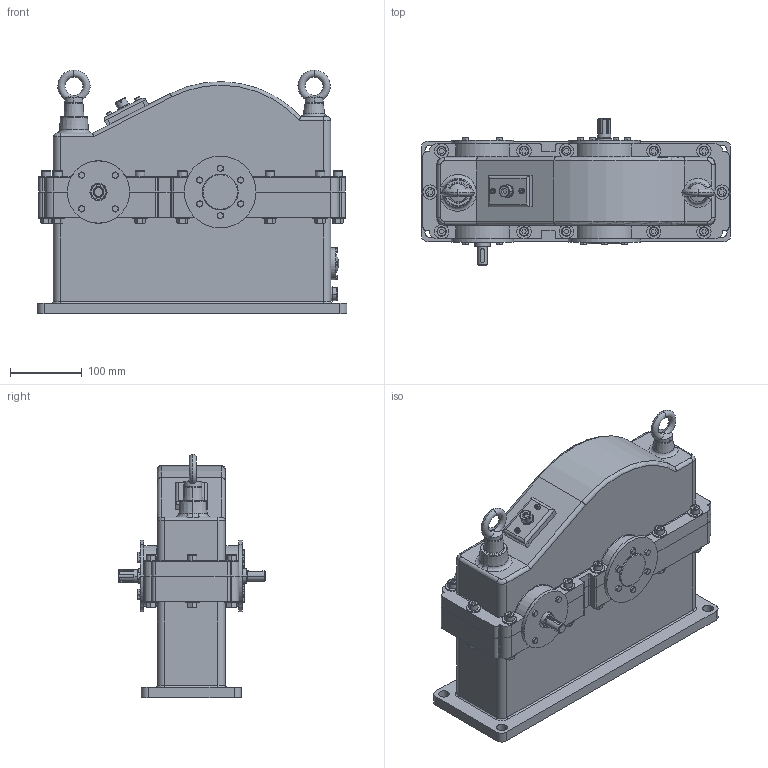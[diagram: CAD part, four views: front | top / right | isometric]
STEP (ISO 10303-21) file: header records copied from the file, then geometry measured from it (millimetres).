
FILE_DESCRIPTION((''),'2;1');
FILE_NAME('PREVODOVKA_ASM','2013-05-27T',('Tomass'),(''),'PRO/ENGINEER BY PARAMETRIC TECHNOLOGY CORPORATION, 2012230','PRO/ENGINEER BY PARAMETRIC TECHNOLOGY CORPORATION, 2012230','');
FILE_SCHEMA(('CONFIG_CONTROL_DESIGN'));
Length unit declared in the file: millimetre
Products named in the file (31): SKICE; VSTUPNY_HR; VYSTUPNY_HR; PASTOROK; KOLESO; LOZISKO_1; SKR_SPOD; PERO_VYS_HR; PERO_VST_HR; VYMEDZOVACI_KRUZOK; VYMEDZ_KRUZ_2; VST_PRIRUBA; VST_PRIRUBA_2; OLEJOZNAK; ISO4017-M3X10-5_6; GUFFER; VYSTU_PRIRUBA; VYST_PRIRUBA_2; SKR_VRCH; ISO4762-M8X65-8_8; DIN433-1-8; ISO4032-M8-6; ISO4014-M5X25-5_6; DIN580-M10; KRYTKA; ISO4762-M4X6-8_8; ISO4762-M10X16-8_8; DIN433-1-10; DIN433-1-12; DIN6912-M12X18-8_8; PREVODOVKA_ASM
Assembly tree (103 placements, depth 2):
  PREVODOVKA_ASM
    SKICE
    VSTUPNY_HR
    VYSTUPNY_HR
    PASTOROK
    KOLESO
    LOZISKO_1  x4
    SKR_SPOD
    PERO_VYS_HR
    PERO_VST_HR
    VYMEDZOVACI_KRUZOK
    VYMEDZ_KRUZ_2
    VST_PRIRUBA
    VST_PRIRUBA_2
    OLEJOZNAK
    ISO4017-M3X10-5_6  x4
    GUFFER  x2
    VYSTU_PRIRUBA
    VYST_PRIRUBA_2
    SKR_VRCH
    ISO4762-M8X65-8_8  x12
    DIN433-1-8  x24
    ISO4032-M8-6  x12
    ISO4014-M5X25-5_6  x20
    DIN580-M10  x2
    KRYTKA
    ISO4762-M4X6-8_8  x2
    ISO4762-M10X16-8_8
    DIN433-1-10
    DIN433-1-12
    DIN6912-M12X18-8_8
Bounding box: 432.57 x 204.5 x 340 mm (x, y, z)
Volume: 6833198.9 mm3; surface area: 1237377.8 mm2
Topology: 106 solids, 174 shells, 2293 faces, 5280 edges, 3327 vertices
Faces by surface type: plane 832, cylinder 816, cone 507, torus 126, bspline 8, sphere 4
Entity records: 33978 total; most frequent: CARTESIAN_POINT 6722, DIRECTION 6130, ORIENTED_EDGE 5068, EDGE_CURVE 2580, AXIS2_PLACEMENT_3D 2495, VERTEX_POINT 1654, EDGE_LOOP 1289, CIRCLE 1283
